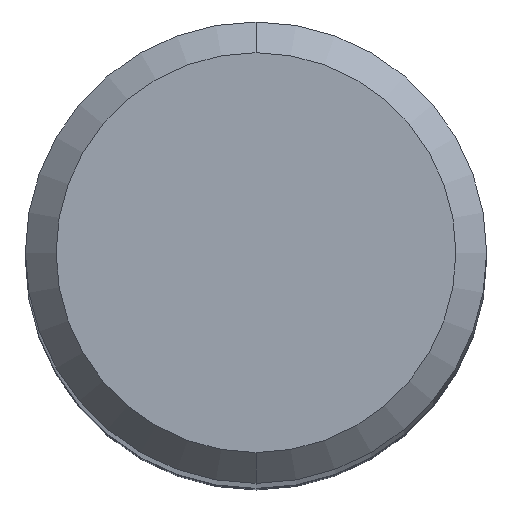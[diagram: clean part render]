
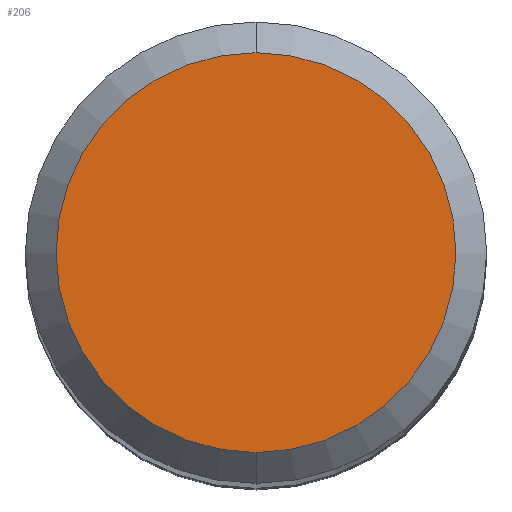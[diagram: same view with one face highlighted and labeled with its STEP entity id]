
A CAD part, top view. The second image highlights one B-rep face of the part: STEP entity #206.
In plain terms, the highlighted planar face has unit normal (0, 0, 1).
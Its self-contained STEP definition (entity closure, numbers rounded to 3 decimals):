
#130=EDGE_CURVE('',#156,#198,#322,.T.);
#156=VERTEX_POINT('',#354);
#198=VERTEX_POINT('',#398);
#206=ADVANCED_FACE('',(#407),#408,.T.);
#240=EDGE_CURVE('',#198,#156,#445,.T.);
#322=CIRCLE('',#530,2.6);
#354=CARTESIAN_POINT('',(0.0,2.6,0.01));
#398=CARTESIAN_POINT('',(0.,-2.6,0.01));
#407=FACE_OUTER_BOUND('',#636,.T.);
#408=PLANE('',#637);
#445=CIRCLE('',#688,2.6);
#530=AXIS2_PLACEMENT_3D('',#785,#786,#787);
#636=EDGE_LOOP('',(#892,#893));
#637=AXIS2_PLACEMENT_3D('',#894,#895,#896);
#688=AXIS2_PLACEMENT_3D('',#930,#931,#932);
#785=CARTESIAN_POINT('',(0.0,0.0,0.01));
#786=DIRECTION('',(0.0,0.0,-1.0));
#787=DIRECTION('',(0.0,1.0,0.0));
#892=ORIENTED_EDGE('',*,*,#130,.F.);
#893=ORIENTED_EDGE('',*,*,#240,.F.);
#894=CARTESIAN_POINT('',(0.0,1.3,0.01));
#895=DIRECTION('',(-0.0,0.0,1.0));
#896=DIRECTION('',(0.0,-1.0,0.0));
#930=CARTESIAN_POINT('',(0.0,0.0,0.01));
#931=DIRECTION('',(0.0,0.0,-1.0));
#932=DIRECTION('',(0.0,1.0,0.0));
